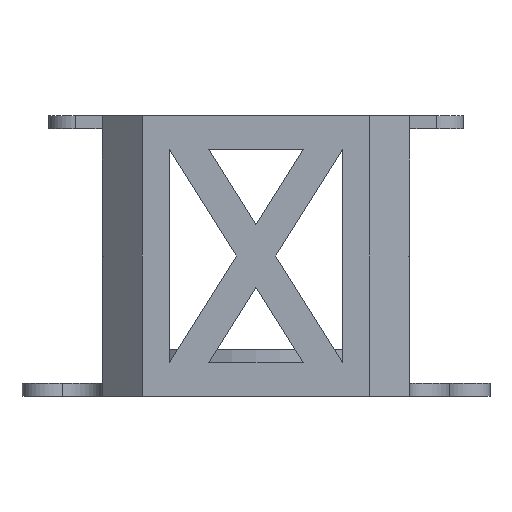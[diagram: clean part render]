
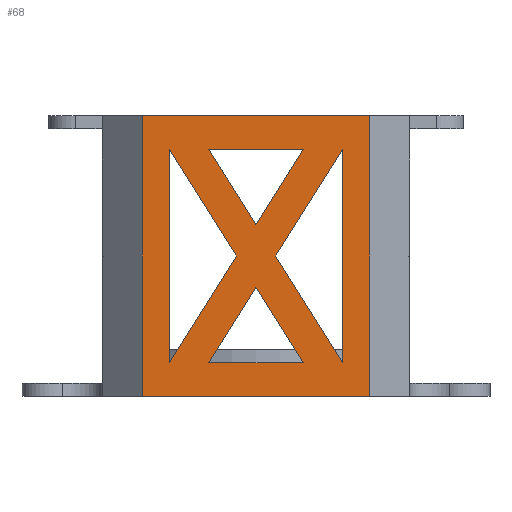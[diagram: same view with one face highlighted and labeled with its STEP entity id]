
A CAD part, front view. The second image highlights one B-rep face of the part: STEP entity #68.
In plain terms, the highlighted planar face has unit normal (0, -1, 0).
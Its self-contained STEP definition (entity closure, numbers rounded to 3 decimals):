
#68=ADVANCED_FACE('',(#470,#472,#474,#476,#478),#480,.T.);
#470=FACE_BOUND('',#471,.T.);
#471=EDGE_LOOP('',(#2218,#2219,#2220,#2221));
#472=FACE_BOUND('',#473,.T.);
#473=EDGE_LOOP('',(#2222,#2223,#2224));
#474=FACE_BOUND('',#475,.T.);
#475=EDGE_LOOP('',(#2225,#2226,#2227));
#476=FACE_BOUND('',#477,.T.);
#477=EDGE_LOOP('',(#2228,#2229,#2230));
#478=FACE_BOUND('',#479,.T.);
#479=EDGE_LOOP('',(#2231,#2232,#2233));
#480=PLANE('',#481);
#481=AXIS2_PLACEMENT_3D('',#482,#483,#484);
#482=CARTESIAN_POINT('',(-23.,-55.,0.));
#483=DIRECTION('',(0.,-1.,0.));
#484=DIRECTION('',(1.,0.,0.));
#2218=ORIENTED_EDGE('',*,*,#3295,.T.);
#2219=ORIENTED_EDGE('',*,*,#3266,.F.);
#2220=ORIENTED_EDGE('',*,*,#3293,.F.);
#2221=ORIENTED_EDGE('',*,*,#3429,.T.);
#2222=ORIENTED_EDGE('',*,*,#3430,.T.);
#2223=ORIENTED_EDGE('',*,*,#3431,.T.);
#2224=ORIENTED_EDGE('',*,*,#3432,.T.);
#2225=ORIENTED_EDGE('',*,*,#3433,.T.);
#2226=ORIENTED_EDGE('',*,*,#3434,.T.);
#2227=ORIENTED_EDGE('',*,*,#3435,.T.);
#2228=ORIENTED_EDGE('',*,*,#3436,.T.);
#2229=ORIENTED_EDGE('',*,*,#3437,.T.);
#2230=ORIENTED_EDGE('',*,*,#3438,.T.);
#2231=ORIENTED_EDGE('',*,*,#3439,.T.);
#2232=ORIENTED_EDGE('',*,*,#3440,.T.);
#2233=ORIENTED_EDGE('',*,*,#3441,.T.);
#3266=EDGE_CURVE('',#3907,#3909,#3910,.T.);
#3293=EDGE_CURVE('',#3958,#3907,#3960,.T.);
#3295=EDGE_CURVE('',#3963,#3909,#3964,.T.);
#3429=EDGE_CURVE('',#3958,#3963,#4211,.T.);
#3430=EDGE_CURVE('',#4212,#4213,#4214,.F.);
#3431=EDGE_CURVE('',#4213,#4215,#4216,.F.);
#3432=EDGE_CURVE('',#4215,#4212,#4217,.F.);
#3433=EDGE_CURVE('',#4218,#4219,#4220,.F.);
#3434=EDGE_CURVE('',#4219,#4221,#4222,.F.);
#3435=EDGE_CURVE('',#4221,#4218,#4223,.F.);
#3436=EDGE_CURVE('',#4224,#4225,#4226,.F.);
#3437=EDGE_CURVE('',#4225,#4227,#4228,.F.);
#3438=EDGE_CURVE('',#4227,#4224,#4229,.F.);
#3439=EDGE_CURVE('',#4230,#4231,#4232,.F.);
#3440=EDGE_CURVE('',#4231,#4233,#4234,.F.);
#3441=EDGE_CURVE('',#4233,#4230,#4235,.F.);
#3907=VERTEX_POINT('',#4995);
#3909=VERTEX_POINT('',#4999);
#3910=LINE('',#5000,#5001);
#3958=VERTEX_POINT('',#5105);
#3960=LINE('',#5109,#5110);
#3963=VERTEX_POINT('',#5116);
#3964=LINE('',#5117,#5118);
#4211=LINE('',#5644,#5645);
#4212=VERTEX_POINT('',#5647);
#4213=VERTEX_POINT('',#5648);
#4214=LINE('',#5649,#5650);
#4215=VERTEX_POINT('',#5652);
#4216=LINE('',#5653,#5654);
#4217=LINE('',#5656,#5657);
#4218=VERTEX_POINT('',#5659);
#4219=VERTEX_POINT('',#5660);
#4220=LINE('',#5661,#5662);
#4221=VERTEX_POINT('',#5664);
#4222=LINE('',#5665,#5666);
#4223=LINE('',#5668,#5669);
#4224=VERTEX_POINT('',#5671);
#4225=VERTEX_POINT('',#5672);
#4226=LINE('',#5673,#5674);
#4227=VERTEX_POINT('',#5676);
#4228=LINE('',#5677,#5678);
#4229=LINE('',#5680,#5681);
#4230=VERTEX_POINT('',#5683);
#4231=VERTEX_POINT('',#5684);
#4232=LINE('',#5685,#5686);
#4233=VERTEX_POINT('',#5688);
#4234=LINE('',#5689,#5690);
#4235=LINE('',#5692,#5693);
#4995=CARTESIAN_POINT('',(-17.,-55.,42.));
#4999=CARTESIAN_POINT('',(17.,-55.,42.));
#5000=CARTESIAN_POINT('',(-17.,-55.,42.));
#5001=VECTOR('',#5002,1.);
#5002=DIRECTION('',(1.,0.,0.));
#5105=CARTESIAN_POINT('',(-17.,-55.,0.));
#5109=CARTESIAN_POINT('',(-17.,-55.,0.));
#5110=VECTOR('',#5111,1.);
#5111=DIRECTION('',(0.,0.,1.));
#5116=CARTESIAN_POINT('',(17.,-55.,0.));
#5117=CARTESIAN_POINT('',(17.,-55.,0.));
#5118=VECTOR('',#5119,1.);
#5119=DIRECTION('',(0.,0.,1.));
#5644=CARTESIAN_POINT('',(-17.,-55.,0.));
#5645=VECTOR('',#5646,1.);
#5646=DIRECTION('',(1.,0.,0.));
#5647=CARTESIAN_POINT('',(-12.948,-55.,37.));
#5648=CARTESIAN_POINT('',(-2.948,-55.,21.));
#5649=CARTESIAN_POINT('',(-2.948,-55.,21.));
#5650=VECTOR('',#5651,1.);
#5651=DIRECTION('',(-0.53,0.,0.848));
#5652=CARTESIAN_POINT('',(-12.948,-55.,5.));
#5653=CARTESIAN_POINT('',(-12.948,-55.,5.));
#5654=VECTOR('',#5655,1.);
#5655=DIRECTION('',(0.53,0.,0.848));
#5656=CARTESIAN_POINT('',(-12.948,-55.,37.));
#5657=VECTOR('',#5658,1.);
#5658=DIRECTION('',(0.,0.,-1.));
#5659=CARTESIAN_POINT('',(2.948,-55.,21.));
#5660=CARTESIAN_POINT('',(12.948,-55.,37.));
#5661=CARTESIAN_POINT('',(12.948,-55.,37.));
#5662=VECTOR('',#5663,1.);
#5663=DIRECTION('',(-0.53,0.,-0.848));
#5664=CARTESIAN_POINT('',(12.948,-55.,5.));
#5665=CARTESIAN_POINT('',(12.948,-55.,5.));
#5666=VECTOR('',#5667,1.);
#5667=DIRECTION('',(0.,0.,1.));
#5668=CARTESIAN_POINT('',(2.948,-55.,21.));
#5669=VECTOR('',#5670,1.);
#5670=DIRECTION('',(0.53,0.,-0.848));
#5671=CARTESIAN_POINT('',(-7.052,-55.,37.));
#5672=CARTESIAN_POINT('',(7.052,-55.,37.));
#5673=CARTESIAN_POINT('',(7.052,-55.,37.));
#5674=VECTOR('',#5675,1.);
#5675=DIRECTION('',(-1.,0.,0.));
#5676=CARTESIAN_POINT('',(0.,-55.,25.717));
#5677=CARTESIAN_POINT('',(0.,-55.,25.717));
#5678=VECTOR('',#5679,1.);
#5679=DIRECTION('',(0.53,0.,0.848));
#5680=CARTESIAN_POINT('',(-7.052,-55.,37.));
#5681=VECTOR('',#5682,1.);
#5682=DIRECTION('',(0.53,0.,-0.848));
#5683=CARTESIAN_POINT('',(-7.052,-55.,5.));
#5684=CARTESIAN_POINT('',(0.,-55.,16.283));
#5685=CARTESIAN_POINT('',(0.,-55.,16.283));
#5686=VECTOR('',#5687,1.);
#5687=DIRECTION('',(-0.53,0.,-0.848));
#5688=CARTESIAN_POINT('',(7.052,-55.,5.));
#5689=CARTESIAN_POINT('',(7.052,-55.,5.));
#5690=VECTOR('',#5691,1.);
#5691=DIRECTION('',(-0.53,0.,0.848));
#5692=CARTESIAN_POINT('',(-7.052,-55.,5.));
#5693=VECTOR('',#5694,1.);
#5694=DIRECTION('',(1.,0.,0.));
